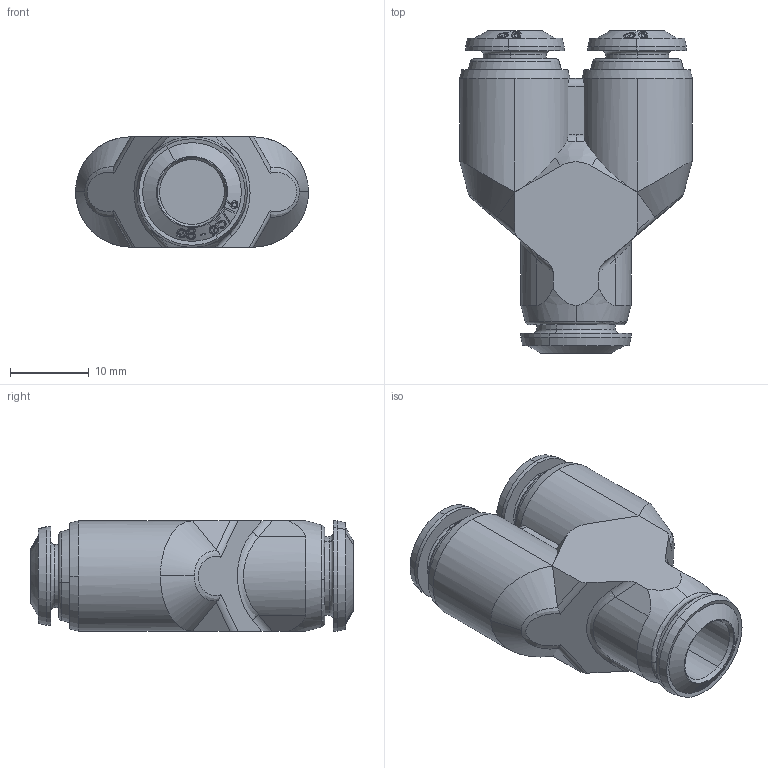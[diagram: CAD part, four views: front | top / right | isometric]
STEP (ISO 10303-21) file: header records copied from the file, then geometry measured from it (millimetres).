
FILE_DESCRIPTION(( 'RT.29.08.06.step' ), '1');
FILE_NAME( 'RT.29.08.06.step', '2018-10-08T17:20:38',( 'Sopra'),('sopra-pneumatic.com'), 'SwSTEP 2.0','SolidWorks 2009','' );
FILE_SCHEMA (( 'AUTOMOTIVE_DESIGN' ));
Length unit declared in the file: millimetre
Products named in the file (1): 5531000009A
Bounding box: 29.5 x 40.8 x 14 mm (x, y, z)
Volume: 8782.5 mm3; surface area: 3925.6 mm2
Topology: 1 solids, 1 shells, 319 faces, 820 edges, 536 vertices
Faces by surface type: bspline 171, cone 64, cylinder 36, plane 33, torus 15
Entity records: 22438 total; most frequent: CARTESIAN_POINT 15602, ORIENTED_EDGE 1640, EDGE_CURVE 820, DIRECTION 662, B_SPLINE_CURVE_WITH_KNOTS 563, VERTEX_POINT 536, EDGE_LOOP 352, ADVANCED_FACE 319
